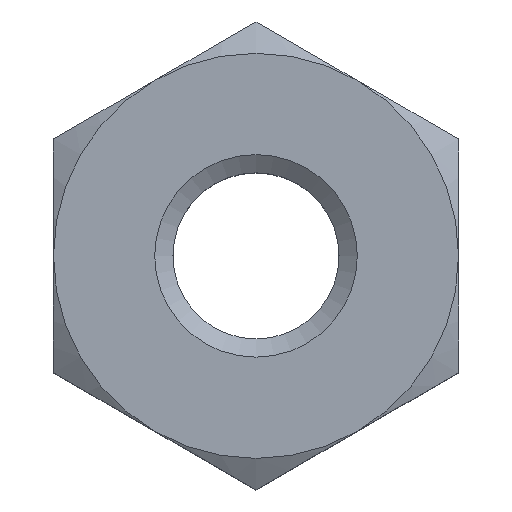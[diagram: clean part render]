
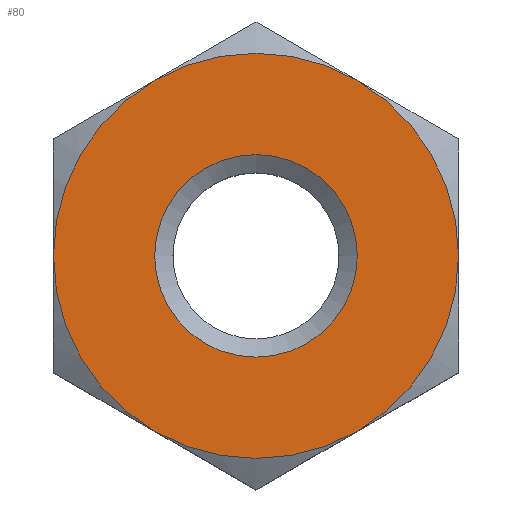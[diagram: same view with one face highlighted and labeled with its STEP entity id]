
A CAD part, top view. The second image highlights one B-rep face of the part: STEP entity #80.
In plain terms, the highlighted planar face has unit normal (0, 0, 1).
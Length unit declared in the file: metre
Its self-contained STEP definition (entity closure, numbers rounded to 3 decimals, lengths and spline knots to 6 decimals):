
#80 = ADVANCED_FACE( '', ( #164, #165 ), #166, .F. );
#164 = FACE_OUTER_BOUND( '', #249, .T. );
#165 = FACE_BOUND( '', #250, .T. );
#166 = PLANE( '', #251 );
#249 = EDGE_LOOP( '', ( #395, #396, #397, #398, #399, #400 ) );
#250 = EDGE_LOOP( '', ( #401 ) );
#251 = AXIS2_PLACEMENT_3D( '', #402, #403, #404 );
#395 = ORIENTED_EDGE( '', *, *, #522, .F. );
#396 = ORIENTED_EDGE( '', *, *, #501, .F. );
#397 = ORIENTED_EDGE( '', *, *, #467, .F. );
#398 = ORIENTED_EDGE( '', *, *, #495, .F. );
#399 = ORIENTED_EDGE( '', *, *, #524, .T. );
#400 = ORIENTED_EDGE( '', *, *, #498, .F. );
#401 = ORIENTED_EDGE( '', *, *, #525, .F. );
#402 = CARTESIAN_POINT( '', ( 0., 0.002887, 0. ) );
#403 = DIRECTION( '', ( 0., 0., -1. ) );
#404 = DIRECTION( '', ( -1., 0., 0. ) );
#467 = EDGE_CURVE( '', #538, #539, #540, .T. );
#495 = EDGE_CURVE( '', #559, #538, #586, .T. );
#498 = EDGE_CURVE( '', #580, #589, #590, .T. );
#501 = EDGE_CURVE( '', #539, #593, #594, .T. );
#522 = EDGE_CURVE( '', #593, #580, #621, .T. );
#524 = EDGE_CURVE( '', #559, #589, #623, .T. );
#525 = EDGE_CURVE( '', #624, #624, #625, .T. );
#538 = VERTEX_POINT( '', #638 );
#539 = VERTEX_POINT( '', #639 );
#540 = CIRCLE( '', #640, 0.0025 );
#559 = VERTEX_POINT( '', #683 );
#580 = VERTEX_POINT( '', #735 );
#586 = CIRCLE( '', #750, 0.0025 );
#589 = VERTEX_POINT( '', #756 );
#590 = CIRCLE( '', #757, 0.0025 );
#593 = VERTEX_POINT( '', #763 );
#594 = CIRCLE( '', #764, 0.0025 );
#621 = CIRCLE( '', #822, 0.0025 );
#623 = CIRCLE( '', #824, 0.0025 );
#624 = VERTEX_POINT( '', #825 );
#625 = CIRCLE( '', #826, 0.00125 );
#638 = CARTESIAN_POINT( '', ( 0.00125, -0.002165, 0. ) );
#639 = CARTESIAN_POINT( '', ( -0.00125, -0.002165, 0. ) );
#640 = AXIS2_PLACEMENT_3D( '', #847, #848, #849 );
#683 = CARTESIAN_POINT( '', ( 0.0025, 0., 0. ) );
#735 = CARTESIAN_POINT( '', ( -0.00125, 0.002165, 0. ) );
#750 = AXIS2_PLACEMENT_3D( '', #863, #864, #865 );
#756 = CARTESIAN_POINT( '', ( 0.00125, 0.002165, 0. ) );
#757 = AXIS2_PLACEMENT_3D( '', #866, #867, #868 );
#763 = CARTESIAN_POINT( '', ( -0.0025, 0., 0. ) );
#764 = AXIS2_PLACEMENT_3D( '', #869, #870, #871 );
#822 = AXIS2_PLACEMENT_3D( '', #891, #892, #893 );
#824 = AXIS2_PLACEMENT_3D( '', #894, #895, #896 );
#825 = CARTESIAN_POINT( '', ( 0.00125, 0., 0. ) );
#826 = AXIS2_PLACEMENT_3D( '', #897, #898, #899 );
#847 = CARTESIAN_POINT( '', ( 0., 0., 0. ) );
#848 = DIRECTION( '', ( 0., 0., -1. ) );
#849 = DIRECTION( '', ( -1., 0., 0. ) );
#863 = CARTESIAN_POINT( '', ( 0., 0., 0. ) );
#864 = DIRECTION( '', ( 0., 0., -1. ) );
#865 = DIRECTION( '', ( -1., 0., 0. ) );
#866 = CARTESIAN_POINT( '', ( 0., 0., 0. ) );
#867 = DIRECTION( '', ( 0., 0., -1. ) );
#868 = DIRECTION( '', ( -1., 0., 0. ) );
#869 = CARTESIAN_POINT( '', ( 0., 0., 0. ) );
#870 = DIRECTION( '', ( 0., 0., -1. ) );
#871 = DIRECTION( '', ( -1., 0., 0. ) );
#891 = CARTESIAN_POINT( '', ( 0., 0., 0. ) );
#892 = DIRECTION( '', ( 0., 0., -1. ) );
#893 = DIRECTION( '', ( -1., 0., 0. ) );
#894 = CARTESIAN_POINT( '', ( 0., 0., 0. ) );
#895 = DIRECTION( '', ( 0., 0., 1. ) );
#896 = DIRECTION( '', ( 1., 0., 0. ) );
#897 = CARTESIAN_POINT( '', ( 0., 0., 0. ) );
#898 = DIRECTION( '', ( 0., 0., 1. ) );
#899 = DIRECTION( '', ( 1., 0., 0. ) );
